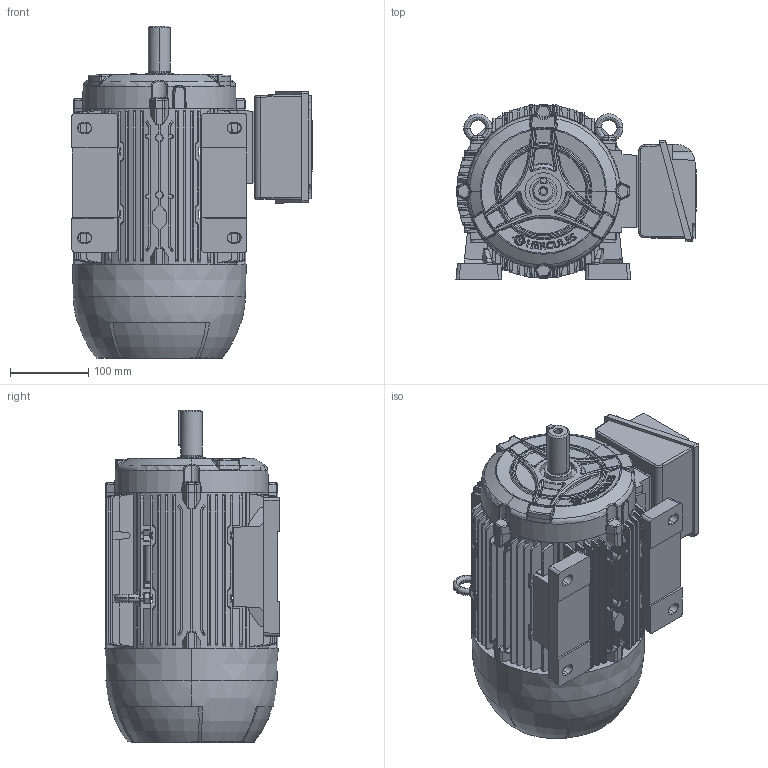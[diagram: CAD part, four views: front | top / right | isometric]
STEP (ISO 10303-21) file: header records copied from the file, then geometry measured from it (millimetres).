
FILE_DESCRIPTION (( 'STEP AP203' ), '1' );
FILE_NAME ('112L_CP_ST_LEFT.STEP', '2022-06-29T10:56:39', ( '' ), ( '' ), 'SwSTEP 2.0', 'SolidWorks 2020', '' );
FILE_SCHEMA (( 'CONFIG_CONTROL_DESIGN' ));
Length unit declared in the file: millimetre
Products named in the file (1): 112L_CP_ST_LEFT
Bounding box: 306.18 x 222.76 x 423.2 mm (x, y, z)
Surface area: 739503.7 mm2 (no closed solid volume)
Topology: 0 solids, 19 shells, 2091 faces, 6393 edges, 4251 vertices
Faces by surface type: plane 959, cylinder 362, bspline 320, cone 267, torus 132, sphere 51
Entity records: 86370 total; most frequent: CARTESIAN_POINT 35379, ORIENTED_EDGE 11261, DIRECTION 9023, EDGE_CURVE 6385, VERTEX_POINT 4251, AXIS2_PLACEMENT_3D 3078, LINE 2867, VECTOR 2867
